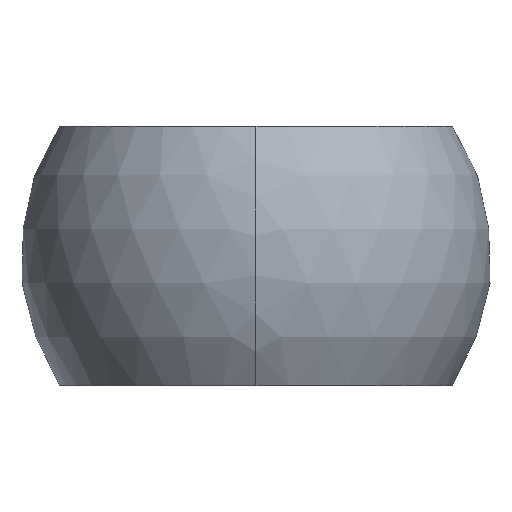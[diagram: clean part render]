
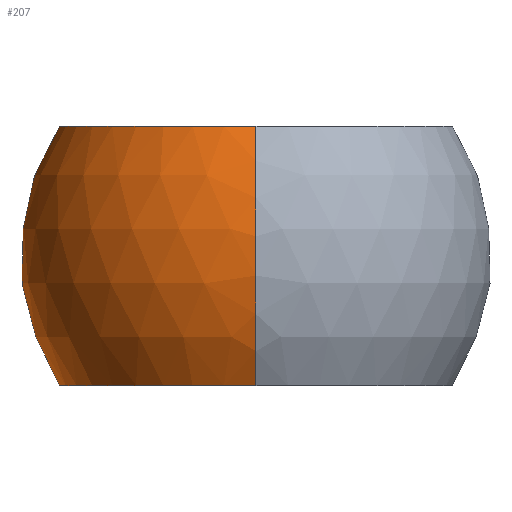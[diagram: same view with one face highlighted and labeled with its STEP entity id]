
A CAD part, left-side view. The second image highlights one B-rep face of the part: STEP entity #207.
In plain terms, the highlighted spherical face has radius 20 mm.
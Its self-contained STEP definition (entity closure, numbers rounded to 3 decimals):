
#155=VERTEX_POINT('',#345);
#177=EDGE_CURVE('',#239,#255,#369,.T.);
#207=ADVANCED_FACE('',(#403),#404,.T.);
#209=EDGE_CURVE('',#155,#275,#406,.T.);
#239=VERTEX_POINT('',#439);
#245=EDGE_CURVE('',#275,#239,#447,.T.);
#255=VERTEX_POINT('',#460);
#267=EDGE_CURVE('',#255,#155,#474,.T.);
#275=VERTEX_POINT('',#483);
#345=CARTESIAN_POINT('',(-16.703,0.,11.0));
#369=CIRCLE('',#687,15.238);
#403=FACE_OUTER_BOUND('',#818,.T.);
#404=SPHERICAL_SURFACE('',#819,20.0);
#406=CIRCLE('',#822,20.0);
#439=CARTESIAN_POINT('',(12.954,10.545,-11.0));
#447=CIRCLE('',#874,16.703);
#460=CARTESIAN_POINT('',(12.954,10.545,11.0));
#474=CIRCLE('',#906,16.703);
#483=CARTESIAN_POINT('',(-16.703,0.,-11.0));
#687=AXIS2_PLACEMENT_3D('',#1008,#1009,#1010);
#818=EDGE_LOOP('',(#1046,#1047,#1048,#1049));
#819=AXIS2_PLACEMENT_3D('',#1050,#1051,#1052);
#822=AXIS2_PLACEMENT_3D('',#1053,#1054,#1055);
#874=AXIS2_PLACEMENT_3D('',#1106,#1107,#1108);
#906=AXIS2_PLACEMENT_3D('',#1148,#1149,#1150);
#1008=CARTESIAN_POINT('',(12.954,0.0,0.0));
#1009=DIRECTION('',(1.0,0.0,0.0));
#1010=DIRECTION('',(0.0,1.0,0.0));
#1046=ORIENTED_EDGE('',*,*,#209,.F.);
#1047=ORIENTED_EDGE('',*,*,#267,.F.);
#1048=ORIENTED_EDGE('',*,*,#177,.F.);
#1049=ORIENTED_EDGE('',*,*,#245,.F.);
#1050=CARTESIAN_POINT('',(0.0,0.0,0.0));
#1051=DIRECTION('',(0.0,0.0,1.0));
#1052=DIRECTION('',(1.0,0.0,0.0));
#1053=CARTESIAN_POINT('',(0.0,0.0,0.0));
#1054=DIRECTION('',(0.,-1.0,0.0));
#1055=DIRECTION('',(0.0,0.0,1.0));
#1106=CARTESIAN_POINT('',(0.0,0.0,-11.0));
#1107=DIRECTION('',(-0.0,-0.0,-1.0));
#1108=DIRECTION('',(0.0,-1.0,0.0));
#1148=CARTESIAN_POINT('',(0.0,0.0,11.0));
#1149=DIRECTION('',(0.0,-0.0,1.0));
#1150=DIRECTION('',(0.0,1.0,0.0));
